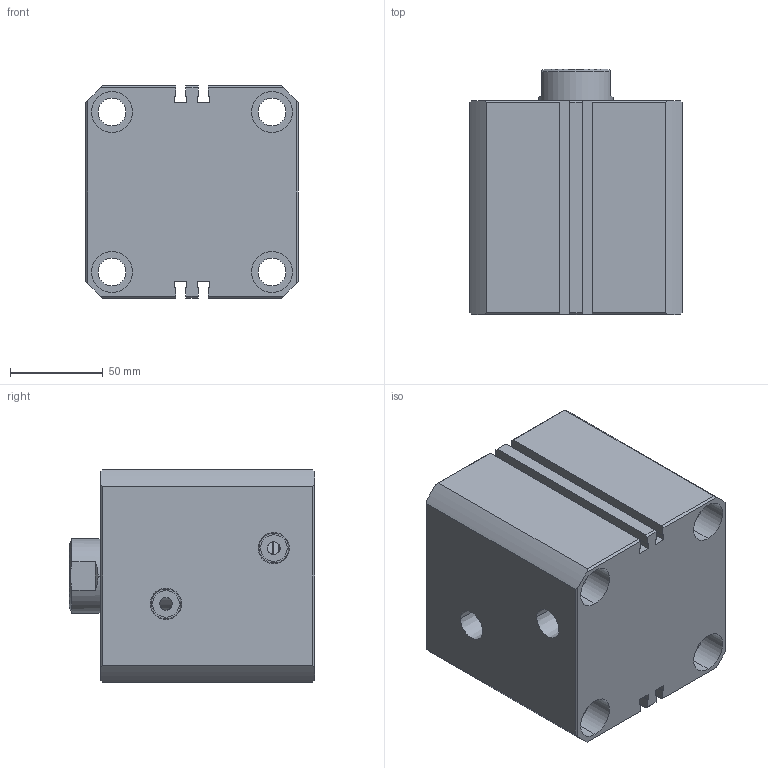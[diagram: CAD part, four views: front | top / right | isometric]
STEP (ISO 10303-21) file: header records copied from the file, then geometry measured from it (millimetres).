
FILE_DESCRIPTION (( 'STEP AP214' ), '1' );
FILE_NAME ('chtm-sd80x20n_asm.STEP', '2018-05-28T05:48:23', ( 'Windows' ), ( 'Microsoft' ), 'SwSTEP 2.0', 'SolidWorks 2015', '' );
FILE_SCHEMA (( 'AUTOMOTIVE_DESIGN' ));
Length unit declared in the file: millimetre
Products named in the file (4): CHTM-SD80X20NBT; CHTM-SD80X20HSG; CHTM-SD80QG; chtm-sd80x20n_asm
Assembly tree (3 placements, depth 2):
  chtm-sd80x20n_asm
    CHTM-SD80QG
    CHTM-SD80X20HSG
    CHTM-SD80X20NBT
Bounding box: 114 x 132 x 114 mm (x, y, z)
Volume: 1209008.1 mm3; surface area: 205064.6 mm2
Topology: 3 solids, 3 shells, 298 faces, 712 edges, 451 vertices
Faces by surface type: cylinder 121, plane 97, torus 62, cone 13, bspline 5
Entity records: 12469 total; most frequent: CARTESIAN_POINT 5433, DIRECTION 1500, ORIENTED_EDGE 1420, EDGE_CURVE 710, AXIS2_PLACEMENT_3D 608, VERTEX_POINT 451, EDGE_LOOP 345, CIRCLE 309
